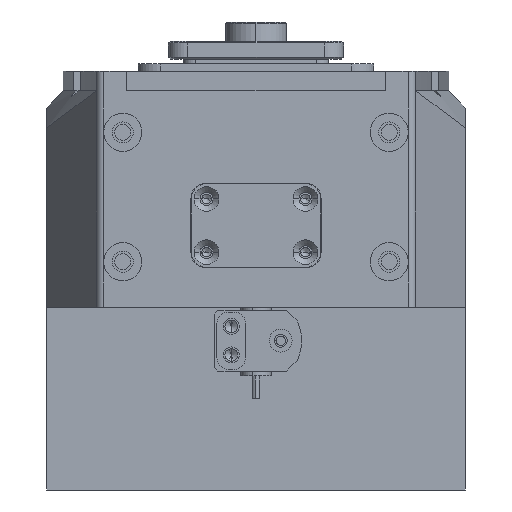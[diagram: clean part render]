
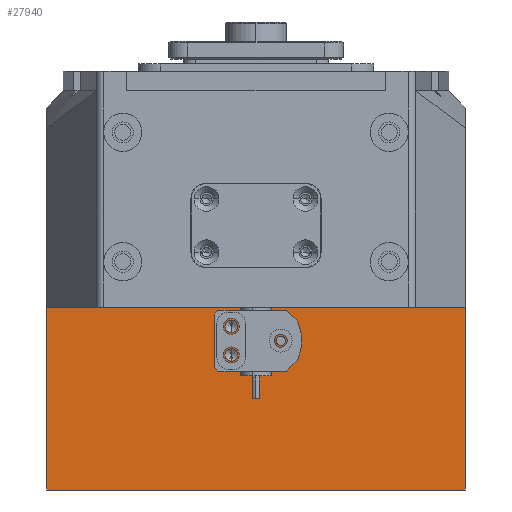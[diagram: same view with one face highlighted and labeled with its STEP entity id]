
A CAD part, left-side view. The second image highlights one B-rep face of the part: STEP entity #27940.
In plain terms, the highlighted planar face has unit normal (-1, 0, 0).
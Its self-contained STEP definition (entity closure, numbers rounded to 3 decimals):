
#607 = EDGE_CURVE ( 'NONE', #5728, #3121, #45633, .T. ) ;
#828 = DIRECTION ( 'NONE',  ( 0., 0., 1. ) ) ;
#840 = DIRECTION ( 'NONE',  ( 0., 0., 1. ) ) ;
#1238 = DIRECTION ( 'NONE',  ( -1., 0., 0. ) ) ;
#1604 = DIRECTION ( 'NONE',  ( 0., 0., 1. ) ) ;
#1667 = AXIS2_PLACEMENT_3D ( 'NONE', #11888, #39619, #16049 ) ;
#2063 = ORIENTED_EDGE ( 'NONE', *, *, #35910, .T. ) ;
#2333 = ORIENTED_EDGE ( 'NONE', *, *, #16218, .F. ) ;
#2615 = EDGE_CURVE ( 'NONE', #49181, #5020, #46690, .T. ) ;
#3121 = VERTEX_POINT ( 'NONE', #41237 ) ;
#4988 = CARTESIAN_POINT ( 'NONE',  ( -111.343, -45.486, 231.842 ) ) ;
#5020 = VERTEX_POINT ( 'NONE', #18584 ) ;
#5704 = EDGE_LOOP ( 'NONE', ( #17888, #10257 ) ) ;
#5720 = CARTESIAN_POINT ( 'NONE',  ( -111.343, 16.014, 228.492 ) ) ;
#5728 = VERTEX_POINT ( 'NONE', #27137 ) ;
#6383 = CIRCLE ( 'NONE', #35893, 1.25 ) ;
#7042 = EDGE_LOOP ( 'NONE', ( #10415, #23458 ) ) ;
#7411 = DIRECTION ( 'NONE',  ( -1., 0., 0. ) ) ;
#7859 = VERTEX_POINT ( 'NONE', #5720 ) ;
#9012 = ORIENTED_EDGE ( 'NONE', *, *, #607, .F. ) ;
#9143 = VERTEX_POINT ( 'NONE', #35125 ) ;
#9163 = CARTESIAN_POINT ( 'NONE',  ( -111.343, 16.014, 226.842 ) ) ;
#10040 = DIRECTION ( 'NONE',  ( -1., 0., 0. ) ) ;
#10110 = EDGE_LOOP ( 'NONE', ( #2333, #37438, #2063, #18817 ) ) ;
#10257 = ORIENTED_EDGE ( 'NONE', *, *, #22942, .F. ) ;
#10271 = AXIS2_PLACEMENT_3D ( 'NONE', #25402, #49296, #1604 ) ;
#10277 = DIRECTION ( 'NONE',  ( -1., 0., 0. ) ) ;
#10279 = CARTESIAN_POINT ( 'NONE',  ( -111.343, 9.514, 183.842 ) ) ;
#10415 = ORIENTED_EDGE ( 'NONE', *, *, #22724, .F. ) ;
#11287 = VERTEX_POINT ( 'NONE', #11736 ) ;
#11368 = FACE_BOUND ( 'NONE', #5704, .T. ) ;
#11612 = CIRCLE ( 'NONE', #21385, 1.65 ) ;
#11736 = CARTESIAN_POINT ( 'NONE',  ( -111.343, 16.014, 220.992 ) ) ;
#11888 = CARTESIAN_POINT ( 'NONE',  ( -111.343, 3.014, 223.042 ) ) ;
#13563 = DIRECTION ( 'NONE',  ( 0., -1., 0. ) ) ;
#16049 = DIRECTION ( 'NONE',  ( 0., 0., 1. ) ) ;
#16218 = EDGE_CURVE ( 'NONE', #5020, #18238, #30008, .T. ) ;
#16902 = VERTEX_POINT ( 'NONE', #30817 ) ;
#17888 = ORIENTED_EDGE ( 'NONE', *, *, #25096, .F. ) ;
#17943 = CIRCLE ( 'NONE', #20701, 1.65 ) ;
#18045 = CARTESIAN_POINT ( 'NONE',  ( -111.343, 16.014, 219.342 ) ) ;
#18230 = CARTESIAN_POINT ( 'NONE',  ( -111.343, 16.014, 219.342 ) ) ;
#18238 = VERTEX_POINT ( 'NONE', #33607 ) ;
#18584 = CARTESIAN_POINT ( 'NONE',  ( -111.343, -45.486, 183.842 ) ) ;
#18817 = ORIENTED_EDGE ( 'NONE', *, *, #24765, .F. ) ;
#18867 = CARTESIAN_POINT ( 'NONE',  ( -111.343, 16.014, 217.692 ) ) ;
#20643 = VERTEX_POINT ( 'NONE', #18867 ) ;
#20701 = AXIS2_PLACEMENT_3D ( 'NONE', #9163, #32402, #828 ) ;
#21385 = AXIS2_PLACEMENT_3D ( 'NONE', #18045, #10040, #38290 ) ;
#21575 = CARTESIAN_POINT ( 'NONE',  ( -111.343, 79.009, 231.842 ) ) ;
#22090 = CARTESIAN_POINT ( 'NONE',  ( -111.343, 79.009, 231.842 ) ) ;
#22724 = EDGE_CURVE ( 'NONE', #7859, #9143, #17943, .T. ) ;
#22942 = EDGE_CURVE ( 'NONE', #20643, #11287, #25988, .T. ) ;
#23155 = FACE_BOUND ( 'NONE', #7042, .T. ) ;
#23458 = ORIENTED_EDGE ( 'NONE', *, *, #37561, .F. ) ;
#24481 = ORIENTED_EDGE ( 'NONE', *, *, #27806, .F. ) ;
#24765 = EDGE_CURVE ( 'NONE', #18238, #16902, #43845, .T. ) ;
#25006 = CARTESIAN_POINT ( 'NONE',  ( -111.343, 3.014, 223.042 ) ) ;
#25096 = EDGE_CURVE ( 'NONE', #11287, #20643, #11612, .T. ) ;
#25402 = CARTESIAN_POINT ( 'NONE',  ( -111.343, 16.014, 226.842 ) ) ;
#25988 = CIRCLE ( 'NONE', #29669, 1.65 ) ;
#26066 = DIRECTION ( 'NONE',  ( 0., 1., 0. ) ) ;
#27137 = CARTESIAN_POINT ( 'NONE',  ( -111.343, 3.014, 221.792 ) ) ;
#27483 = FACE_OUTER_BOUND ( 'NONE', #10110, .T. ) ;
#27806 = EDGE_CURVE ( 'NONE', #3121, #5728, #6383, .T. ) ;
#27940 = ADVANCED_FACE ( 'NONE', ( #23155, #11368, #41723, #27483 ), #45781, .T. ) ;
#28510 = CIRCLE ( 'NONE', #10271, 1.65 ) ;
#28605 = CARTESIAN_POINT ( 'NONE',  ( -111.343, 64.514, 183.842 ) ) ;
#29669 = AXIS2_PLACEMENT_3D ( 'NONE', #18230, #7411, #39326 ) ;
#30008 = LINE ( 'NONE', #10279, #44817 ) ;
#30817 = CARTESIAN_POINT ( 'NONE',  ( -111.343, 64.514, 231.842 ) ) ;
#32402 = DIRECTION ( 'NONE',  ( -1., 0., 0. ) ) ;
#32993 = DIRECTION ( 'NONE',  ( 0., 1., 0. ) ) ;
#33607 = CARTESIAN_POINT ( 'NONE',  ( -111.343, 64.514, 183.842 ) ) ;
#34228 = CARTESIAN_POINT ( 'NONE',  ( -111.343, -45.486, 183.842 ) ) ;
#35125 = CARTESIAN_POINT ( 'NONE',  ( -111.343, 16.014, 225.192 ) ) ;
#35795 = VECTOR ( 'NONE', #840, 1000. ) ;
#35893 = AXIS2_PLACEMENT_3D ( 'NONE', #25006, #1238, #40951 ) ;
#35910 = EDGE_CURVE ( 'NONE', #49181, #16902, #38557, .T. ) ;
#37438 = ORIENTED_EDGE ( 'NONE', *, *, #2615, .F. ) ;
#37561 = EDGE_CURVE ( 'NONE', #9143, #7859, #28510, .T. ) ;
#38290 = DIRECTION ( 'NONE',  ( 0., 0., 1. ) ) ;
#38557 = LINE ( 'NONE', #21575, #50912 ) ;
#39326 = DIRECTION ( 'NONE',  ( 0., 0., 1. ) ) ;
#39619 = DIRECTION ( 'NONE',  ( -1., 0., 0. ) ) ;
#40951 = DIRECTION ( 'NONE',  ( 0., 0., 1. ) ) ;
#41237 = CARTESIAN_POINT ( 'NONE',  ( -111.343, 3.014, 224.292 ) ) ;
#41723 = FACE_BOUND ( 'NONE', #46195, .T. ) ;
#43845 = LINE ( 'NONE', #28605, #35795 ) ;
#44815 = VECTOR ( 'NONE', #50143, 1000. ) ;
#44817 = VECTOR ( 'NONE', #26066, 1000. ) ;
#45633 = CIRCLE ( 'NONE', #1667, 1.25 ) ;
#45781 = PLANE ( 'NONE',  #50132 ) ;
#46195 = EDGE_LOOP ( 'NONE', ( #24481, #9012 ) ) ;
#46690 = LINE ( 'NONE', #34228, #44815 ) ;
#49181 = VERTEX_POINT ( 'NONE', #4988 ) ;
#49296 = DIRECTION ( 'NONE',  ( -1., 0., 0. ) ) ;
#50132 = AXIS2_PLACEMENT_3D ( 'NONE', #22090, #10277, #13563 ) ;
#50143 = DIRECTION ( 'NONE',  ( 0., 0., -1. ) ) ;
#50912 = VECTOR ( 'NONE', #32993, 1000. ) ;
